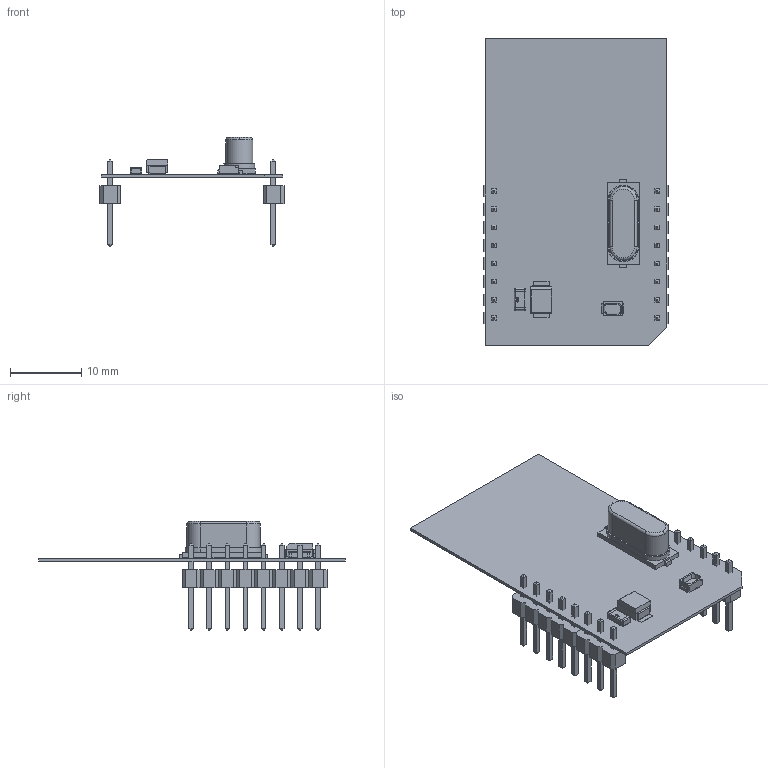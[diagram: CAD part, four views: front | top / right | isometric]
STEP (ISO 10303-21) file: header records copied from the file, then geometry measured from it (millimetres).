
FILE_DESCRIPTION(('Open CASCADE Model'),'2;1');
FILE_NAME('Open CASCADE Shape Model','2023-02-21T15:12:59',('Author'),( 'Open CASCADE'),'Open CASCADE STEP processor 6.8','Open CASCADE 6.8' ,'Unknown');
FILE_SCHEMA(('AUTOMOTIVE_DESIGN { 1 0 10303 214 1 1 1 1 }'));
Length unit declared in the file: millimetre
Products named in the file (23): PCB; Board; CN1; 834605344; User_Library-PinHeaderX3_PinHeader_Body_1; User_Library-PinHeaderX3_PinHeader_Pins_1; 510266240; 510263040; User_Library-PinHeaderX5-1_PinHeaderX5_Pins_1; User_Library-PinHeaderX5-1_PinHeaderX5_Body_1; 510266112; E1; Tant_Chip_Cap; FP1; RES1206; LD1; PLCC2-3_0x2_0; X1; HC49_SMD
Assembly tree (22 placements, depth 4):
  PCB
    Board
    CN1
      834605344
        User_Library-PinHeaderX3_PinHeader_Body_1
        User_Library-PinHeaderX3_PinHeader_Pins_1
      510266240
        User_Library-PinHeaderX3_PinHeader_Body_1
        User_Library-PinHeaderX3_PinHeader_Pins_1
      510263040
        User_Library-PinHeaderX5-1_PinHeaderX5_Pins_1
        User_Library-PinHeaderX5-1_PinHeaderX5_Body_1
      510266112
        User_Library-PinHeaderX5-1_PinHeaderX5_Pins_1
        User_Library-PinHeaderX5-1_PinHeaderX5_Body_1
    E1
      Tant_Chip_Cap
    FP1
      RES1206
    LD1
      PLCC2-3_0x2_0
    X1
      HC49_SMD
Bounding box: 25.79 x 42.93 x 15.29 mm (x, y, z)
Volume: 1045.6 mm3; surface area: 3619.2 mm2
Topology: 12 solids, 13 shells, 886 faces, 2289 edges, 1450 vertices
Faces by surface type: plane 670, bspline 152, cylinder 43, torus 9, sphere 8, cone 4
Entity records: 40104 total; most frequent: CARTESIAN_POINT 13135, ORIENTED_EDGE 4559, DIRECTION 3560, EDGE_CURVE 2281, LINE 1854, VECTOR 1854, VERTEX_POINT 1450, FACE_BOUND 924
